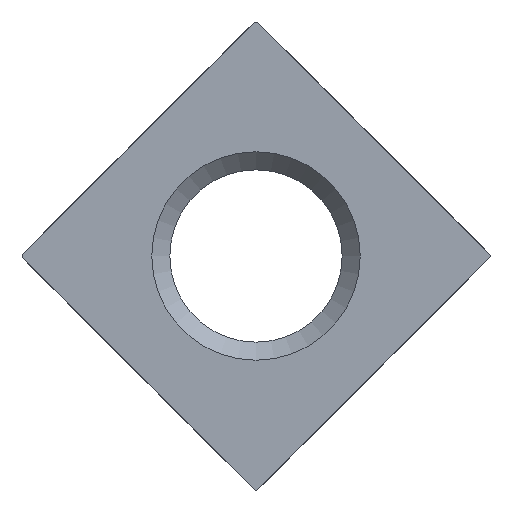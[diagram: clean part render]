
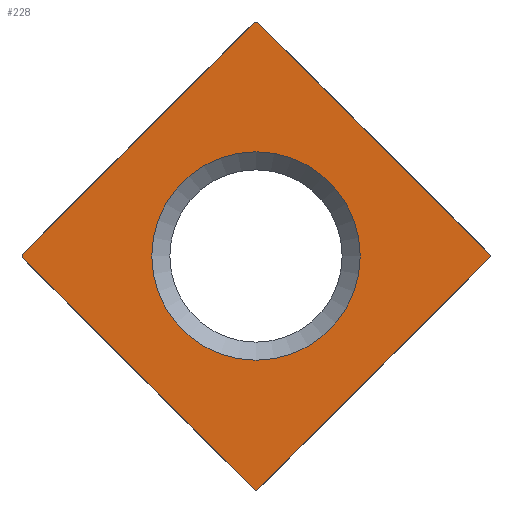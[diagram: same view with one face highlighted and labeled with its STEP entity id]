
A CAD part, left-side view. The second image highlights one B-rep face of the part: STEP entity #228.
In plain terms, the highlighted planar face has unit normal (-1, 0, 0).
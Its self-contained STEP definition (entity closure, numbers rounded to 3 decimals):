
#35=LINE('',#388,#47);
#36=LINE('',#389,#48);
#37=LINE('',#390,#49);
#38=LINE('',#391,#50);
#47=VECTOR('',#319,1000.);
#48=VECTOR('',#320,1000.);
#49=VECTOR('',#321,1000.);
#50=VECTOR('',#322,1000.);
#74=ORIENTED_EDGE('',*,*,#129,.F.);
#75=ORIENTED_EDGE('',*,*,#132,.T.);
#76=ORIENTED_EDGE('',*,*,#119,.F.);
#77=ORIENTED_EDGE('',*,*,#133,.T.);
#78=ORIENTED_EDGE('',*,*,#123,.F.);
#79=ORIENTED_EDGE('',*,*,#134,.T.);
#80=ORIENTED_EDGE('',*,*,#127,.F.);
#81=ORIENTED_EDGE('',*,*,#135,.T.);
#82=ORIENTED_EDGE('',*,*,#136,.T.);
#119=EDGE_CURVE('',#148,#145,#167,.T.);
#123=EDGE_CURVE('',#152,#149,#169,.T.);
#127=EDGE_CURVE('',#156,#153,#171,.T.);
#129=EDGE_CURVE('',#158,#159,#172,.T.);
#132=EDGE_CURVE('',#158,#145,#35,.T.);
#133=EDGE_CURVE('',#148,#149,#36,.T.);
#134=EDGE_CURVE('',#152,#153,#37,.T.);
#135=EDGE_CURVE('',#156,#159,#38,.T.);
#136=EDGE_CURVE('',#161,#161,#174,.T.);
#145=VERTEX_POINT('',#353);
#148=VERTEX_POINT('',#358);
#149=VERTEX_POINT('',#362);
#152=VERTEX_POINT('',#367);
#153=VERTEX_POINT('',#371);
#156=VERTEX_POINT('',#376);
#158=VERTEX_POINT('',#381);
#159=VERTEX_POINT('',#383);
#161=VERTEX_POINT('',#393);
#167=CIRCLE('',#255,5.613);
#169=CIRCLE('',#258,5.613);
#171=CIRCLE('',#261,5.613);
#172=CIRCLE('',#263,5.613);
#174=CIRCLE('',#266,2.5);
#183=EDGE_LOOP('',(#74,#75,#76,#77,#78,#79,#80,#81));
#184=EDGE_LOOP('',(#82));
#203=FACE_BOUND('',#183,.T.);
#204=FACE_BOUND('',#184,.T.);
#218=PLANE('',#265);
#228=ADVANCED_FACE('',(#203,#204),#218,.F.);
#255=AXIS2_PLACEMENT_3D('',#359,#291,#292);
#258=AXIS2_PLACEMENT_3D('',#368,#299,#300);
#261=AXIS2_PLACEMENT_3D('',#377,#307,#308);
#263=AXIS2_PLACEMENT_3D('',#382,#312,#313);
#265=AXIS2_PLACEMENT_3D('',#387,#317,#318);
#266=AXIS2_PLACEMENT_3D('',#392,#323,#324);
#291=DIRECTION('',(1.,0.,0.));
#292=DIRECTION('',(0.,0.,-1.));
#299=DIRECTION('',(1.,0.,0.));
#300=DIRECTION('',(0.,0.,-1.));
#307=DIRECTION('',(1.,0.,0.));
#308=DIRECTION('',(0.,0.,-1.));
#312=DIRECTION('',(1.,0.,0.));
#313=DIRECTION('',(0.,0.,-1.));
#317=DIRECTION('',(1.,0.,0.));
#318=DIRECTION('',(0.,0.,-1.));
#319=DIRECTION('',(0.,-0.707,-0.707));
#320=DIRECTION('',(0.,-0.707,0.707));
#321=DIRECTION('',(0.,0.707,0.707));
#322=DIRECTION('',(0.,0.707,-0.707));
#323=DIRECTION('',(1.,0.,0.));
#324=DIRECTION('',(0.,0.,-1.));
#353=CARTESIAN_POINT('',(0.,0.044,-5.613));
#358=CARTESIAN_POINT('',(0.,-0.044,-5.613));
#359=CARTESIAN_POINT('',(0.,0.,0.));
#362=CARTESIAN_POINT('',(0.,-5.613,-0.044));
#367=CARTESIAN_POINT('',(0.,-5.613,0.044));
#368=CARTESIAN_POINT('',(0.,0.,0.));
#371=CARTESIAN_POINT('',(0.,-0.044,5.613));
#376=CARTESIAN_POINT('',(0.,0.044,5.613));
#377=CARTESIAN_POINT('',(0.,0.,0.));
#381=CARTESIAN_POINT('',(0.,5.613,-0.044));
#382=CARTESIAN_POINT('',(0.,0.,0.));
#383=CARTESIAN_POINT('',(0.,5.613,0.044));
#387=CARTESIAN_POINT('',(0.,0.,0.));
#388=CARTESIAN_POINT('',(0.,2.828,-2.828));
#389=CARTESIAN_POINT('',(0.,-2.828,-2.828));
#390=CARTESIAN_POINT('',(0.,-2.828,2.828));
#391=CARTESIAN_POINT('',(0.,2.828,2.828));
#392=CARTESIAN_POINT('',(0.,0.,0.));
#393=CARTESIAN_POINT('',(0.,0.,-2.5));
